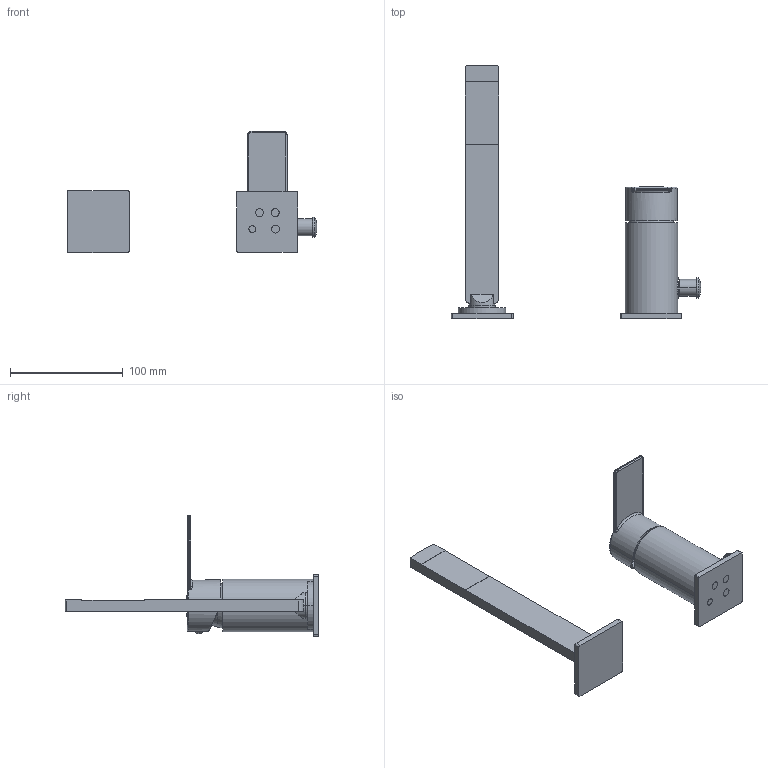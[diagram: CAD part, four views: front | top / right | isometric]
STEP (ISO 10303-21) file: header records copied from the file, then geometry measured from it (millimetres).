
FILE_DESCRIPTION((''),'2;1');
FILE_NAME('TA041CR','2021-01-18T10:07:23',('ut3'),('PAFFONI SpA'),'CREO PARAMETRIC BY PTC INC, 2020044','CREO PARAMETRIC BY PTC INC, 2020044','');
FILE_SCHEMA(('CONFIG_CONTROL_DESIGN','SHAPE_APPEARANCE_LAYERS_GROUPS'));
Length unit declared in the file: millimetre
Products named in the file (1): TA041CR
Bounding box: 221.46 x 224.89 x 107.5 mm (x, y, z)
Volume: 219655.8 mm3; surface area: 75356.8 mm2
Topology: 4 solids, 4 shells, 313 faces, 755 edges, 461 vertices
Faces by surface type: cylinder 117, plane 102, cone 52, torus 23, bspline 15, sphere 4
Entity records: 13314 total; most frequent: CARTESIAN_POINT 3583, DIRECTION 1561, ORIENTED_EDGE 1482, EDGE_CURVE 741, AXIS2_PLACEMENT_3D 617, VERTEX_POINT 461, FILL_AREA_STYLE_COLOUR 357, FILL_AREA_STYLE 357
